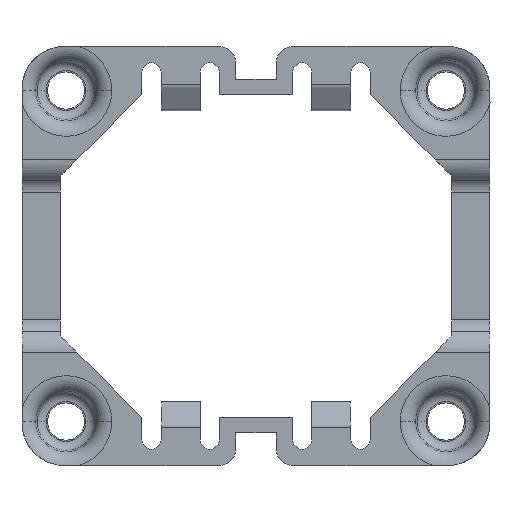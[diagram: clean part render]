
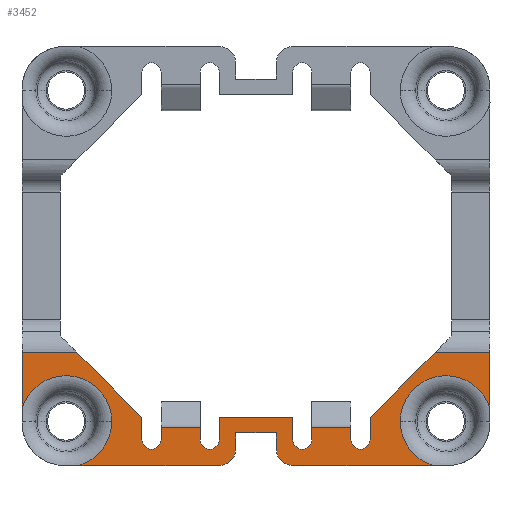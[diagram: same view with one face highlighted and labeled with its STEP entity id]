
A CAD part, top view. The second image highlights one B-rep face of the part: STEP entity #3452.
In plain terms, the highlighted planar face has unit normal (0, 0, 1).
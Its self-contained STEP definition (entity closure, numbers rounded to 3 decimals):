
#225=DIRECTION('',(-0.707,0.707,0.));
#226=VECTOR('',#225,5.637);
#227=CARTESIAN_POINT('',(-7.,-9.9,0.4));
#228=LINE('',#227,#226);
#233=CARTESIAN_POINT('',(-10.986,-5.914,0.4));
#418=CARTESIAN_POINT('',(10.986,-5.914,0.4));
#424=DIRECTION('',(-0.707,-0.707,0.));
#425=VECTOR('',#424,5.637);
#426=CARTESIAN_POINT('',(10.986,-5.914,0.4));
#427=LINE('',#426,#425);
#602=DIRECTION('',(-1.,0.,0.));
#603=VECTOR('',#602,3.364);
#604=CARTESIAN_POINT('',(-10.986,-5.914,0.4));
#605=LINE('',#604,#603);
#606=DIRECTION('',(0.,1.,0.));
#607=VECTOR('',#606,1.363);
#608=CARTESIAN_POINT('',(-7.,-11.263,0.4));
#609=LINE('',#608,#607);
#610=DIRECTION('',(0.,1.,0.));
#611=VECTOR('',#610,0.755);
#612=CARTESIAN_POINT('',(-5.825,-11.263,0.4));
#613=LINE('',#612,#611);
#614=DIRECTION('',(1.,0.,0.));
#615=VECTOR('',#614,2.4);
#616=CARTESIAN_POINT('',(-5.825,-10.507,0.4));
#617=LINE('',#616,#615);
#618=DIRECTION('',(0.,-1.,0.));
#619=VECTOR('',#618,1.363);
#620=CARTESIAN_POINT('',(-2.25,-9.9,0.4));
#621=LINE('',#620,#619);
#622=DIRECTION('',(1.,0.,0.));
#623=VECTOR('',#622,4.5);
#624=CARTESIAN_POINT('',(-2.25,-9.9,0.4));
#625=LINE('',#624,#623);
#626=DIRECTION('',(0.,1.,0.));
#627=VECTOR('',#626,1.363);
#628=CARTESIAN_POINT('',(2.25,-11.263,0.4));
#629=LINE('',#628,#627);
#630=DIRECTION('',(1.,0.,0.));
#631=VECTOR('',#630,2.4);
#632=CARTESIAN_POINT('',(3.425,-10.507,0.4));
#633=LINE('',#632,#631);
#634=DIRECTION('',(0.,-1.,0.));
#635=VECTOR('',#634,0.755);
#636=CARTESIAN_POINT('',(5.825,-10.507,0.4));
#637=LINE('',#636,#635);
#638=DIRECTION('',(0.,-1.,0.));
#639=VECTOR('',#638,1.363);
#640=CARTESIAN_POINT('',(7.,-9.9,0.4));
#641=LINE('',#640,#639);
#642=DIRECTION('',(-1.,0.,0.));
#643=VECTOR('',#642,3.364);
#644=CARTESIAN_POINT('',(14.35,-5.914,0.4));
#645=LINE('',#644,#643);
#646=DIRECTION('',(0.,1.,0.));
#647=VECTOR('',#646,3.471);
#648=CARTESIAN_POINT('',(14.35,-9.385,0.4));
#649=LINE('',#648,#647);
#650=CARTESIAN_POINT('',(11.65,-10.15,0.4));
#651=DIRECTION('',(0.,0.,-1.));
#652=DIRECTION('',(-1.,0.,0.));
#653=AXIS2_PLACEMENT_3D('',#650,#651,#652);
#655=CARTESIAN_POINT('',(11.65,-10.15,0.4));
#656=DIRECTION('',(0.,0.,-1.));
#657=DIRECTION('',(-0.273,-0.962,0.));
#658=AXIS2_PLACEMENT_3D('',#655,#656,#657);
#660=DIRECTION('',(1.,0.,0.));
#661=VECTOR('',#660,8.635);
#662=CARTESIAN_POINT('',(2.25,-12.85,0.4));
#663=LINE('',#662,#661);
#664=CARTESIAN_POINT('',(2.25,-11.85,0.4));
#665=DIRECTION('',(0.,0.,1.));
#666=DIRECTION('',(-1.,0.,0.));
#667=AXIS2_PLACEMENT_3D('',#664,#665,#666);
#669=DIRECTION('',(0.,1.,0.));
#670=VECTOR('',#669,1.);
#671=CARTESIAN_POINT('',(1.25,-11.85,0.4));
#672=LINE('',#671,#670);
#673=DIRECTION('',(1.,0.,0.));
#674=VECTOR('',#673,2.5);
#675=CARTESIAN_POINT('',(-1.25,-10.85,0.4));
#676=LINE('',#675,#674);
#677=DIRECTION('',(0.,1.,0.));
#678=VECTOR('',#677,1.);
#679=CARTESIAN_POINT('',(-1.25,-11.85,0.4));
#680=LINE('',#679,#678);
#681=CARTESIAN_POINT('',(-2.25,-11.85,0.4));
#682=DIRECTION('',(0.,0.,1.));
#683=DIRECTION('',(0.,-1.,0.));
#684=AXIS2_PLACEMENT_3D('',#681,#682,#683);
#686=DIRECTION('',(1.,0.,0.));
#687=VECTOR('',#686,8.635);
#688=CARTESIAN_POINT('',(-10.885,-12.85,0.4));
#689=LINE('',#688,#687);
#690=CARTESIAN_POINT('',(-11.65,-10.15,0.4));
#691=DIRECTION('',(0.,0.,-1.));
#692=DIRECTION('',(1.,0.,0.));
#693=AXIS2_PLACEMENT_3D('',#690,#691,#692);
#695=CARTESIAN_POINT('',(-11.65,-10.15,0.4));
#696=DIRECTION('',(0.,0.,-1.));
#697=DIRECTION('',(-0.962,0.272,0.));
#698=AXIS2_PLACEMENT_3D('',#695,#696,#697);
#700=DIRECTION('',(0.,-1.,0.));
#701=VECTOR('',#700,3.471);
#702=CARTESIAN_POINT('',(-14.35,-5.914,0.4));
#703=LINE('',#702,#701);
#815=CARTESIAN_POINT('',(-6.413,-11.263,0.4));
#816=DIRECTION('',(0.,0.,-1.));
#817=DIRECTION('',(1.,0.,0.));
#818=AXIS2_PLACEMENT_3D('',#815,#816,#817);
#876=DIRECTION('',(0.,1.,0.));
#877=VECTOR('',#876,0.755);
#878=CARTESIAN_POINT('',(-3.425,-11.263,0.4));
#879=LINE('',#878,#877);
#901=CARTESIAN_POINT('',(-2.838,-11.263,0.4));
#902=DIRECTION('',(0.,0.,-1.));
#903=DIRECTION('',(1.,0.,0.));
#904=AXIS2_PLACEMENT_3D('',#901,#902,#903);
#927=CARTESIAN_POINT('',(2.838,-11.263,0.4));
#928=DIRECTION('',(0.,0.,-1.));
#929=DIRECTION('',(1.,0.,0.));
#930=AXIS2_PLACEMENT_3D('',#927,#928,#929);
#937=DIRECTION('',(0.,-1.,0.));
#938=VECTOR('',#937,0.755);
#939=CARTESIAN_POINT('',(3.425,-10.507,0.4));
#940=LINE('',#939,#938);
#1013=CARTESIAN_POINT('',(6.413,-11.263,0.4));
#1014=DIRECTION('',(0.,0.,-1.));
#1015=DIRECTION('',(1.,0.,0.));
#1016=AXIS2_PLACEMENT_3D('',#1013,#1014,#1015);
#2336=CARTESIAN_POINT('',(8.844,-10.15,0.4));
#2337=CARTESIAN_POINT('',(14.35,-9.385,0.4));
#2338=VERTEX_POINT('',#2336);
#2339=VERTEX_POINT('',#2337);
#2344=CARTESIAN_POINT('',(10.885,-12.85,0.4));
#2345=VERTEX_POINT('',#2344);
#2372=CARTESIAN_POINT('',(-14.35,-9.386,0.4));
#2373=CARTESIAN_POINT('',(-8.844,-10.15,0.4));
#2374=VERTEX_POINT('',#2372);
#2375=VERTEX_POINT('',#2373);
#2380=CARTESIAN_POINT('',(-10.886,-12.85,0.4));
#2381=VERTEX_POINT('',#2380);
#2390=CARTESIAN_POINT('',(-1.25,-10.85,0.4));
#2391=CARTESIAN_POINT('',(1.25,-10.85,0.4));
#2392=VERTEX_POINT('',#2390);
#2393=VERTEX_POINT('',#2391);
#2399=CARTESIAN_POINT('',(7.,-9.9,0.4));
#2401=VERTEX_POINT('',#2399);
#2403=CARTESIAN_POINT('',(2.25,-9.9,0.4));
#2405=VERTEX_POINT('',#2403);
#2407=CARTESIAN_POINT('',(-2.25,-9.9,0.4));
#2409=VERTEX_POINT('',#2407);
#2411=CARTESIAN_POINT('',(-7.,-9.9,0.4));
#2413=VERTEX_POINT('',#2411);
#2431=CARTESIAN_POINT('',(-3.425,-11.263,0.4));
#2433=VERTEX_POINT('',#2431);
#2435=CARTESIAN_POINT('',(-2.25,-11.263,0.4));
#2437=VERTEX_POINT('',#2435);
#2439=CARTESIAN_POINT('',(-7.,-11.263,0.4));
#2441=VERTEX_POINT('',#2439);
#2443=CARTESIAN_POINT('',(-5.825,-11.263,0.4));
#2445=VERTEX_POINT('',#2443);
#2447=CARTESIAN_POINT('',(2.25,-11.263,0.4));
#2449=VERTEX_POINT('',#2447);
#2451=CARTESIAN_POINT('',(3.425,-11.263,0.4));
#2453=VERTEX_POINT('',#2451);
#2455=CARTESIAN_POINT('',(5.825,-11.263,0.4));
#2457=VERTEX_POINT('',#2455);
#2459=CARTESIAN_POINT('',(7.,-11.263,0.4));
#2461=VERTEX_POINT('',#2459);
#2503=CARTESIAN_POINT('',(-3.425,-10.507,0.4));
#2505=VERTEX_POINT('',#2503);
#2506=CARTESIAN_POINT('',(-5.825,-10.507,0.4));
#2507=VERTEX_POINT('',#2506);
#2527=CARTESIAN_POINT('',(5.825,-10.507,0.4));
#2529=VERTEX_POINT('',#2527);
#2530=CARTESIAN_POINT('',(3.425,-10.507,0.4));
#2531=VERTEX_POINT('',#2530);
#2610=CARTESIAN_POINT('',(1.25,-11.85,0.4));
#2611=VERTEX_POINT('',#2610);
#2612=CARTESIAN_POINT('',(2.25,-12.85,0.4));
#2613=VERTEX_POINT('',#2612);
#2614=CARTESIAN_POINT('',(-2.25,-12.85,0.4));
#2615=CARTESIAN_POINT('',(-1.25,-11.85,0.4));
#2616=VERTEX_POINT('',#2614);
#2617=VERTEX_POINT('',#2615);
#2666=CARTESIAN_POINT('',(-14.35,-5.914,0.4));
#2668=VERTEX_POINT('',#2666);
#2672=VERTEX_POINT('',#233);
#2706=VERTEX_POINT('',#418);
#2710=CARTESIAN_POINT('',(14.35,-5.914,0.4));
#2711=VERTEX_POINT('',#2710);
#3386=CARTESIAN_POINT('',(0.,0.,0.4));
#3387=DIRECTION('',(0.,0.,1.));
#3388=DIRECTION('',(1.,0.,0.));
#3389=AXIS2_PLACEMENT_3D('',#3386,#3387,#3388);
#3390=PLANE('',#3389);
#3392=ORIENTED_EDGE('',*,*,#3391,.F.);
#3393=ORIENTED_EDGE('',*,*,#2954,.F.);
#3395=ORIENTED_EDGE('',*,*,#3394,.F.);
#3397=ORIENTED_EDGE('',*,*,#3396,.F.);
#3399=ORIENTED_EDGE('',*,*,#3398,.T.);
#3401=ORIENTED_EDGE('',*,*,#3400,.T.);
#3403=ORIENTED_EDGE('',*,*,#3402,.F.);
#3405=ORIENTED_EDGE('',*,*,#3404,.F.);
#3407=ORIENTED_EDGE('',*,*,#3406,.F.);
#3409=ORIENTED_EDGE('',*,*,#3408,.T.);
#3411=ORIENTED_EDGE('',*,*,#3410,.F.);
#3413=ORIENTED_EDGE('',*,*,#3412,.F.);
#3415=ORIENTED_EDGE('',*,*,#3414,.F.);
#3417=ORIENTED_EDGE('',*,*,#3416,.T.);
#3419=ORIENTED_EDGE('',*,*,#3418,.T.);
#3421=ORIENTED_EDGE('',*,*,#3420,.F.);
#3423=ORIENTED_EDGE('',*,*,#3422,.F.);
#3424=ORIENTED_EDGE('',*,*,#3173,.F.);
#3425=ORIENTED_EDGE('',*,*,#3381,.F.);
#3426=ORIENTED_EDGE('',*,*,#3104,.F.);
#3428=ORIENTED_EDGE('',*,*,#3427,.F.);
#3430=ORIENTED_EDGE('',*,*,#3429,.F.);
#3432=ORIENTED_EDGE('',*,*,#3431,.F.);
#3434=ORIENTED_EDGE('',*,*,#3433,.F.);
#3436=ORIENTED_EDGE('',*,*,#3435,.T.);
#3438=ORIENTED_EDGE('',*,*,#3437,.F.);
#3440=ORIENTED_EDGE('',*,*,#3439,.F.);
#3442=ORIENTED_EDGE('',*,*,#3441,.F.);
#3444=ORIENTED_EDGE('',*,*,#3443,.F.);
#3446=ORIENTED_EDGE('',*,*,#3445,.F.);
#3448=ORIENTED_EDGE('',*,*,#3447,.F.);
#3449=ORIENTED_EDGE('',*,*,#3288,.F.);
#3450=EDGE_LOOP('',(#3392,#3393,#3395,#3397,#3399,#3401,#3403,#3405,#3407,#3409,
#3411,#3413,#3415,#3417,#3419,#3421,#3423,#3424,#3425,#3426,#3428,#3430,#3432,
#3434,#3436,#3438,#3440,#3442,#3444,#3446,#3448,#3449));
#3451=FACE_OUTER_BOUND('',#3450,.F.);
#3452=ADVANCED_FACE('',(#3451),#3390,.T.);
#654=CIRCLE('',#653,2.806);
#659=CIRCLE('',#658,2.806);
#668=CIRCLE('',#667,1.);
#685=CIRCLE('',#684,1.);
#694=CIRCLE('',#693,2.806);
#699=CIRCLE('',#698,2.806);
#819=CIRCLE('',#818,0.588);
#905=CIRCLE('',#904,0.588);
#931=CIRCLE('',#930,0.588);
#1017=CIRCLE('',#1016,0.588);
#2954=EDGE_CURVE('',#2413,#2672,#228,.T.);
#3104=EDGE_CURVE('',#2339,#2711,#649,.T.);
#3173=EDGE_CURVE('',#2706,#2401,#427,.T.);
#3288=EDGE_CURVE('',#2668,#2374,#703,.T.);
#3381=EDGE_CURVE('',#2711,#2706,#645,.T.);
#3391=EDGE_CURVE('',#2672,#2668,#605,.T.);
#3394=EDGE_CURVE('',#2441,#2413,#609,.T.);
#3396=EDGE_CURVE('',#2445,#2441,#819,.T.);
#3398=EDGE_CURVE('',#2445,#2507,#613,.T.);
#3400=EDGE_CURVE('',#2507,#2505,#617,.T.);
#3402=EDGE_CURVE('',#2433,#2505,#879,.T.);
#3404=EDGE_CURVE('',#2437,#2433,#905,.T.);
#3406=EDGE_CURVE('',#2409,#2437,#621,.T.);
#3408=EDGE_CURVE('',#2409,#2405,#625,.T.);
#3410=EDGE_CURVE('',#2449,#2405,#629,.T.);
#3412=EDGE_CURVE('',#2453,#2449,#931,.T.);
#3414=EDGE_CURVE('',#2531,#2453,#940,.T.);
#3416=EDGE_CURVE('',#2531,#2529,#633,.T.);
#3418=EDGE_CURVE('',#2529,#2457,#637,.T.);
#3420=EDGE_CURVE('',#2461,#2457,#1017,.T.);
#3422=EDGE_CURVE('',#2401,#2461,#641,.T.);
#3427=EDGE_CURVE('',#2338,#2339,#654,.T.);
#3429=EDGE_CURVE('',#2345,#2338,#659,.T.);
#3431=EDGE_CURVE('',#2613,#2345,#663,.T.);
#3433=EDGE_CURVE('',#2611,#2613,#668,.T.);
#3435=EDGE_CURVE('',#2611,#2393,#672,.T.);
#3437=EDGE_CURVE('',#2392,#2393,#676,.T.);
#3439=EDGE_CURVE('',#2617,#2392,#680,.T.);
#3441=EDGE_CURVE('',#2616,#2617,#685,.T.);
#3443=EDGE_CURVE('',#2381,#2616,#689,.T.);
#3445=EDGE_CURVE('',#2375,#2381,#694,.T.);
#3447=EDGE_CURVE('',#2374,#2375,#699,.T.);
